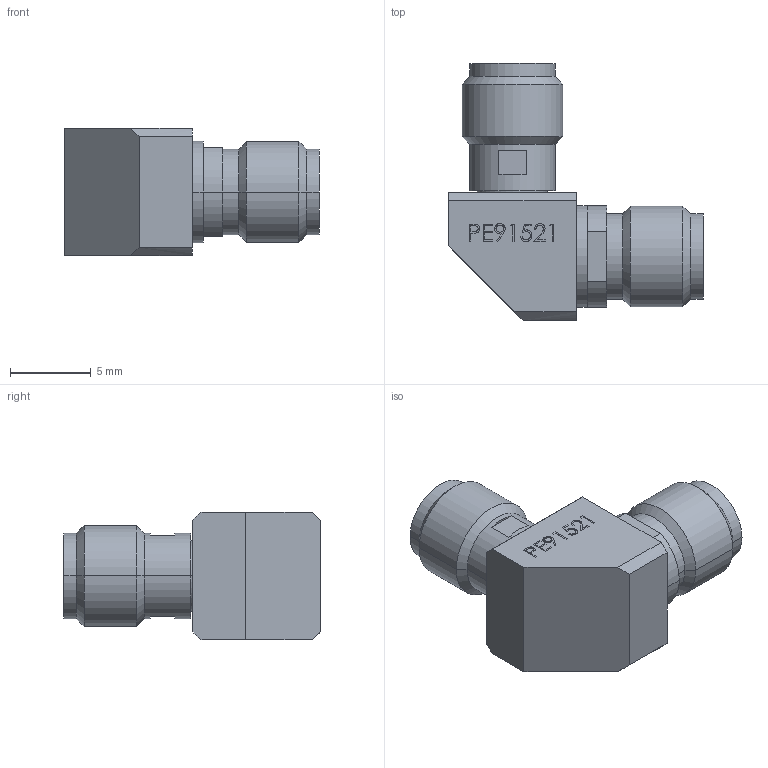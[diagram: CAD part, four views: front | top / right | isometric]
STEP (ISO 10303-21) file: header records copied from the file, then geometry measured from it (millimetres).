
FILE_DESCRIPTION (( 'STEP AP203' ), '1' );
FILE_NAME ('PE91521.STEP', '2021-05-05T11:28:37', ( '' ), ( '' ), 'SwSTEP 2.0', 'SolidWorks 2020', '' );
FILE_SCHEMA (( 'CONFIG_CONTROL_DESIGN' ));
Length unit declared in the file: inch
Products named in the file (6): als-k8pc8.stp; ALS-K8PC8-12-1.stp; ALS-K3K8-4.stp; Part9^PE91521; PE91521; ALS-K3K8-3.stp
Assembly tree (5 placements, depth 3):
  PE91521
    als-k8pc8.stp
      ALS-K3K8-3.stp
      ALS-K8PC8-12-1.stp
      ALS-K3K8-4.stp
    Part9^PE91521
Bounding box: 15.8 x 15.92 x 7.92 mm (x, y, z)
Volume: 869.4 mm3; surface area: 831.8 mm2
Topology: 10 solids, 10 shells, 162 faces, 378 edges, 244 vertices
Faces by surface type: plane 86, cylinder 31, bspline 29, cone 16
Entity records: 6858 total; most frequent: CARTESIAN_POINT 2652, ORIENTED_EDGE 756, DIRECTION 674, EDGE_CURVE 378, LINE 246, VECTOR 246, VERTEX_POINT 244, AXIS2_PLACEMENT_3D 214
